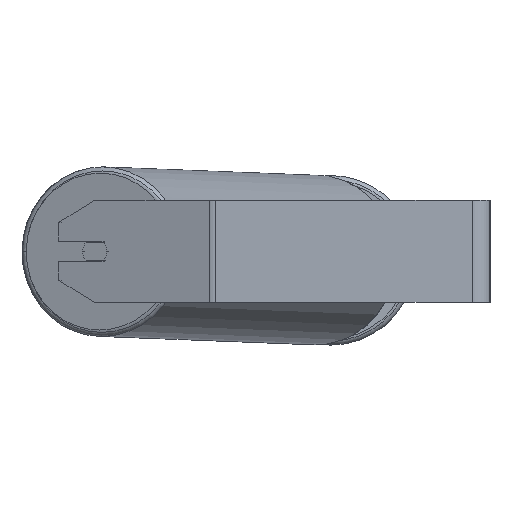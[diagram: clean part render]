
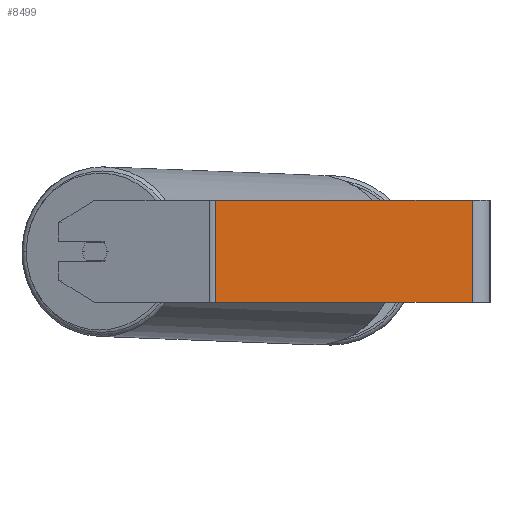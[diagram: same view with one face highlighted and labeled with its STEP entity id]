
A CAD part, left-side view. The second image highlights one B-rep face of the part: STEP entity #8499.
In plain terms, the highlighted planar face has unit normal (-1, 0, 0).
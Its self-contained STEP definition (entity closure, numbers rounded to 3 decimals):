
#851 = LINE ( 'NONE', #3623, #8223 ) ;
#1128 = ORIENTED_EDGE ( 'NONE', *, *, #8377, .F. ) ;
#1331 = EDGE_CURVE ( 'NONE', #1448, #5478, #7912, .T. ) ;
#1448 = VERTEX_POINT ( 'NONE', #8080 ) ;
#1693 = LINE ( 'NONE', #2408, #8305 ) ;
#1826 = EDGE_CURVE ( 'NONE', #6994, #8629, #851, .T. ) ;
#2386 = CARTESIAN_POINT ( 'NONE',  ( -800., 14., -40. ) ) ;
#2408 = CARTESIAN_POINT ( 'NONE',  ( -800., 215.147, 40. ) ) ;
#2666 = ORIENTED_EDGE ( 'NONE', *, *, #1331, .F. ) ;
#2734 = PLANE ( 'NONE',  #5924 ) ;
#2823 = FACE_OUTER_BOUND ( 'NONE', #7598, .T. ) ;
#3048 = ORIENTED_EDGE ( 'NONE', *, *, #6244, .T. ) ;
#3062 = CARTESIAN_POINT ( 'NONE',  ( -800., 215.147, -40. ) ) ;
#3174 = CARTESIAN_POINT ( 'NONE',  ( -800., 14., 40. ) ) ;
#3623 = CARTESIAN_POINT ( 'NONE',  ( -800., 217.616, -40. ) ) ;
#4848 = CARTESIAN_POINT ( 'NONE',  ( -800., 217.616, 40. ) ) ;
#5206 = ORIENTED_EDGE ( 'NONE', *, *, #1826, .T. ) ;
#5478 = VERTEX_POINT ( 'NONE', #3174 ) ;
#5588 = DIRECTION ( 'NONE',  ( 0., 0., -1. ) ) ;
#5642 = VECTOR ( 'NONE', #7252, 1000. ) ;
#5924 = AXIS2_PLACEMENT_3D ( 'NONE', #4848, #6834, #5588 ) ;
#5958 = CARTESIAN_POINT ( 'NONE',  ( -800., 14., 40. ) ) ;
#6244 = EDGE_CURVE ( 'NONE', #1448, #6994, #1693, .T. ) ;
#6593 = CARTESIAN_POINT ( 'NONE',  ( -800., 217.616, 40. ) ) ;
#6834 = DIRECTION ( 'NONE',  ( 1., 0., 0. ) ) ;
#6994 = VERTEX_POINT ( 'NONE', #3062 ) ;
#7088 = DIRECTION ( 'NONE',  ( 0., -1., 0. ) ) ;
#7252 = DIRECTION ( 'NONE',  ( 0., 0., -1. ) ) ;
#7598 = EDGE_LOOP ( 'NONE', ( #5206, #1128, #2666, #3048 ) ) ;
#7824 = DIRECTION ( 'NONE',  ( 0., 0., -1. ) ) ;
#7829 = DIRECTION ( 'NONE',  ( 0., -1., 0. ) ) ;
#7912 = LINE ( 'NONE', #6593, #8099 ) ;
#8080 = CARTESIAN_POINT ( 'NONE',  ( -800., 215.147, 40. ) ) ;
#8099 = VECTOR ( 'NONE', #7829, 1000. ) ;
#8223 = VECTOR ( 'NONE', #7088, 1000. ) ;
#8305 = VECTOR ( 'NONE', #7824, 1000. ) ;
#8377 = EDGE_CURVE ( 'NONE', #5478, #8629, #8518, .T. ) ;
#8499 = ADVANCED_FACE ( 'NONE', ( #2823 ), #2734, .F. ) ;
#8518 = LINE ( 'NONE', #5958, #5642 ) ;
#8629 = VERTEX_POINT ( 'NONE', #2386 ) ;
